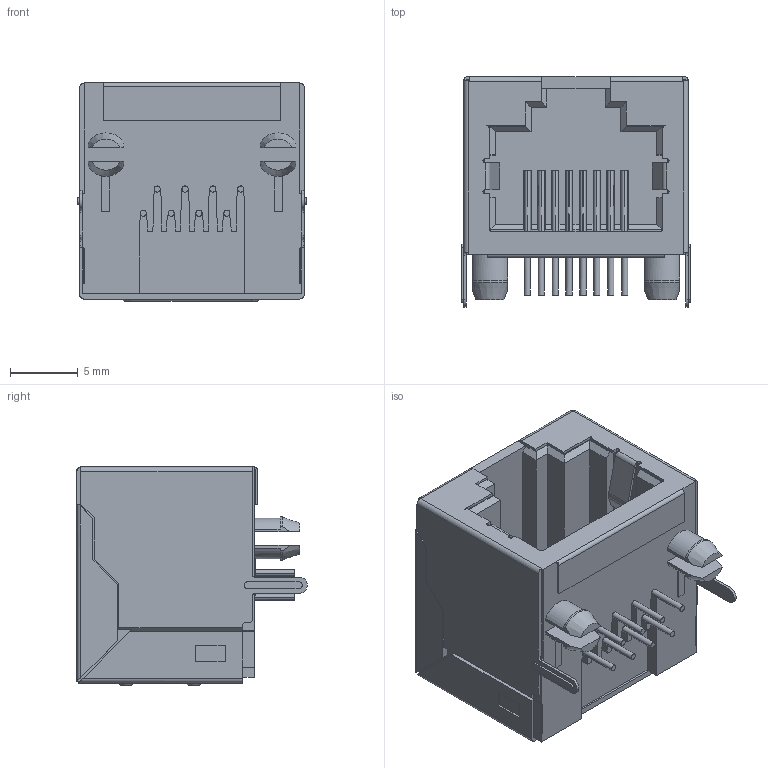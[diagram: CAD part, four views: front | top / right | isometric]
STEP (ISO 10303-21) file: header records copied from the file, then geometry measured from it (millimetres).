
FILE_DESCRIPTION((''),'2;1');
FILE_NAME('DGKYD561188AB1A3DY1027','2019-02-26T',('Administrator'),(''),'PRO/ENGINEER BY PARAMETRIC TECHNOLOGY CORPORATION, 2008380','PRO/ENGINEER BY PARAMETRIC TECHNOLOGY CORPORATION, 2008380','');
FILE_SCHEMA(('CONFIG_CONTROL_DESIGN'));
Length unit declared in the file: millimetre
Products named in the file (1): DGKYD561188AB1A3DY1027
Bounding box: 16.9 x 17 x 16.1 mm (x, y, z)
Volume: 2363.5 mm3; surface area: 2677.2 mm2
Topology: 1 solids, 5 shells, 537 faces, 1529 edges, 1012 vertices
Faces by surface type: plane 427, cylinder 102, cone 4, torus 4
Entity records: 17846 total; most frequent: CARTESIAN_POINT 3843, ORIENTED_EDGE 3058, DIRECTION 2664, EDGE_CURVE 1529, VECTOR 1218, LINE 1218, VERTEX_POINT 1012, AXIS2_PLACEMENT_3D 723
